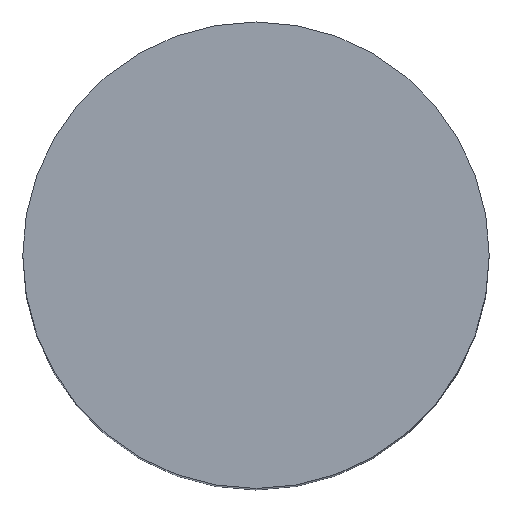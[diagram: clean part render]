
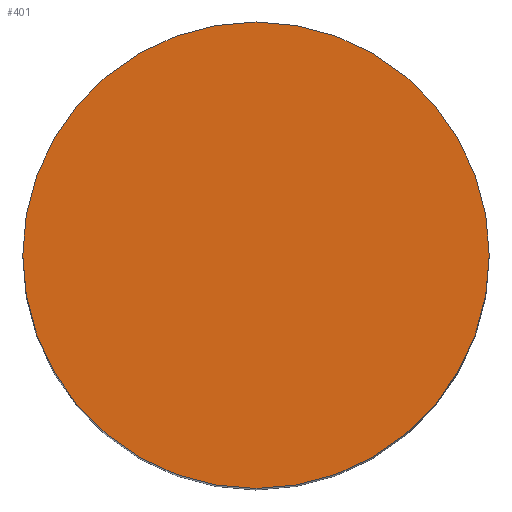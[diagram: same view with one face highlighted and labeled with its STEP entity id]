
A CAD part, top view. The second image highlights one B-rep face of the part: STEP entity #401.
In plain terms, the highlighted planar face has unit normal (0, 0, 1).
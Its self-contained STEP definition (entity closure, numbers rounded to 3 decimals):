
#71=CIRCLE('',#475,18.5);
#72=CIRCLE('',#476,18.5);
#94=FACE_OUTER_BOUND('',#116,.T.);
#116=EDGE_LOOP('',(#358,#359));
#204=VERTEX_POINT('',#730);
#205=VERTEX_POINT('',#731);
#259=EDGE_CURVE('',#204,#205,#71,.T.);
#260=EDGE_CURVE('',#205,#204,#72,.T.);
#358=ORIENTED_EDGE('',*,*,#259,.T.);
#359=ORIENTED_EDGE('',*,*,#260,.T.);
#380=PLANE('',#479);
#401=ADVANCED_FACE('',(#94),#380,.T.);
#475=AXIS2_PLACEMENT_3D('',#732,#605,#606);
#476=AXIS2_PLACEMENT_3D('',#733,#607,#608);
#479=AXIS2_PLACEMENT_3D('',#739,#614,#615);
#605=DIRECTION('center_axis',(0.,0.,1.));
#606=DIRECTION('ref_axis',(1.,0.,0.));
#607=DIRECTION('center_axis',(0.,0.,1.));
#608=DIRECTION('ref_axis',(1.,0.,0.));
#614=DIRECTION('center_axis',(0.,0.,1.));
#615=DIRECTION('ref_axis',(1.,0.,0.));
#730=CARTESIAN_POINT('',(18.5,0.,69.));
#731=CARTESIAN_POINT('',(-18.5,0.,69.));
#732=CARTESIAN_POINT('Origin',(0.,0.,69.));
#733=CARTESIAN_POINT('Origin',(0.,0.,69.));
#739=CARTESIAN_POINT('Origin',(0.,0.,69.));
